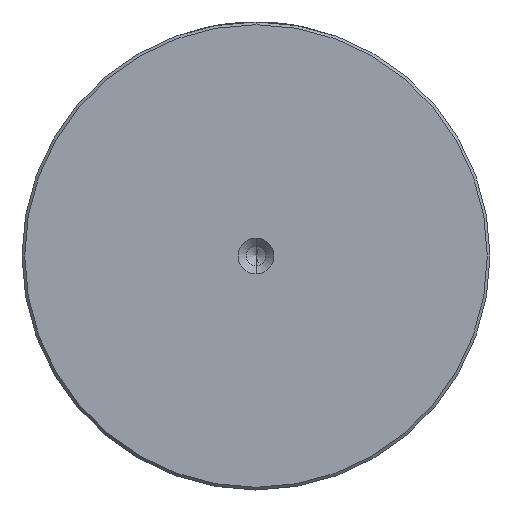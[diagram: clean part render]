
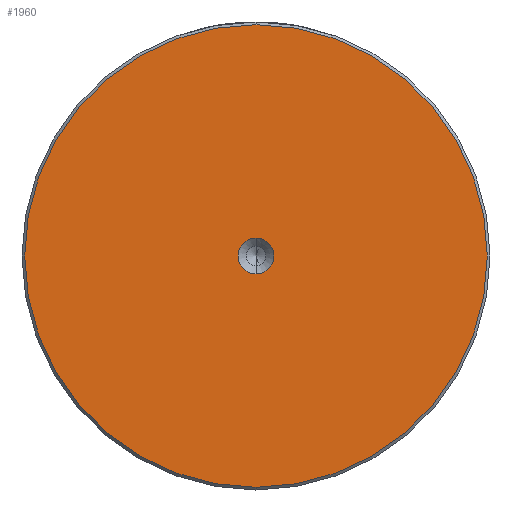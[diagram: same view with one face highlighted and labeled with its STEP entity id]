
A CAD part, left-side view. The second image highlights one B-rep face of the part: STEP entity #1960.
In plain terms, the highlighted planar face has unit normal (-1, 0, 0).
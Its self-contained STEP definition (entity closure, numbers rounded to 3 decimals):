
#4 = EDGE_CURVE ( 'NONE', #1263, #544, #2839, .T. ) ;
#15 = EDGE_LOOP ( 'NONE', ( #2558, #2470 ) ) ;
#237 = CARTESIAN_POINT ( 'NONE',  ( 0., 0., -42.5 ) ) ;
#254 = VERTEX_POINT ( 'NONE', #485 ) ;
#284 = FACE_BOUND ( 'NONE', #2824, .T. ) ;
#387 = AXIS2_PLACEMENT_3D ( 'NONE', #595, #2935, #1415 ) ;
#473 = ORIENTED_EDGE ( 'NONE', *, *, #877, .F. ) ;
#485 = CARTESIAN_POINT ( 'NONE',  ( 0., 0., 3.3 ) ) ;
#544 = VERTEX_POINT ( 'NONE', #237 ) ;
#595 = CARTESIAN_POINT ( 'NONE',  ( 0., 0., 0. ) ) ;
#766 = DIRECTION ( 'NONE',  ( 0., 0., 1. ) ) ;
#868 = VERTEX_POINT ( 'NONE', #1834 ) ;
#877 = EDGE_CURVE ( 'NONE', #254, #868, #1905, .T. ) ;
#919 = DIRECTION ( 'NONE',  ( -1., 0., 0. ) ) ;
#944 = ORIENTED_EDGE ( 'NONE', *, *, #2333, .F. ) ;
#1011 = CARTESIAN_POINT ( 'NONE',  ( 0., 0., 0. ) ) ;
#1029 = FACE_OUTER_BOUND ( 'NONE', #15, .T. ) ;
#1145 = CIRCLE ( 'NONE', #2416, 42.5 ) ;
#1169 = DIRECTION ( 'NONE',  ( -1., 0., 0. ) ) ;
#1263 = VERTEX_POINT ( 'NONE', #2938 ) ;
#1364 = CIRCLE ( 'NONE', #1621, 3.3 ) ;
#1415 = DIRECTION ( 'NONE',  ( 0., 0., 1. ) ) ;
#1593 = DIRECTION ( 'NONE',  ( -1., 0., 0. ) ) ;
#1619 = CARTESIAN_POINT ( 'NONE',  ( 0., 0., 0. ) ) ;
#1621 = AXIS2_PLACEMENT_3D ( 'NONE', #1619, #3369, #1870 ) ;
#1834 = CARTESIAN_POINT ( 'NONE',  ( 0., 0., -3.3 ) ) ;
#1870 = DIRECTION ( 'NONE',  ( 0., 0., 1. ) ) ;
#1905 = CIRCLE ( 'NONE', #2262, 3.3 ) ;
#1960 = ADVANCED_FACE ( 'NONE', ( #1029, #284 ), #2921, .T. ) ;
#2262 = AXIS2_PLACEMENT_3D ( 'NONE', #3086, #1593, #3340 ) ;
#2333 = EDGE_CURVE ( 'NONE', #868, #254, #1364, .T. ) ;
#2416 = AXIS2_PLACEMENT_3D ( 'NONE', #2707, #1169, #2964 ) ;
#2470 = ORIENTED_EDGE ( 'NONE', *, *, #4, .T. ) ;
#2558 = ORIENTED_EDGE ( 'NONE', *, *, #2560, .T. ) ;
#2560 = EDGE_CURVE ( 'NONE', #544, #1263, #1145, .T. ) ;
#2707 = CARTESIAN_POINT ( 'NONE',  ( 0., 0., 0. ) ) ;
#2821 = AXIS2_PLACEMENT_3D ( 'NONE', #1011, #919, #766 ) ;
#2824 = EDGE_LOOP ( 'NONE', ( #473, #944 ) ) ;
#2839 = CIRCLE ( 'NONE', #2821, 42.5 ) ;
#2921 = PLANE ( 'NONE',  #387 ) ;
#2935 = DIRECTION ( 'NONE',  ( -1., 0., 0. ) ) ;
#2938 = CARTESIAN_POINT ( 'NONE',  ( 0., 0., 42.5 ) ) ;
#2964 = DIRECTION ( 'NONE',  ( 0., 0., 1. ) ) ;
#3086 = CARTESIAN_POINT ( 'NONE',  ( 0., 0., 0. ) ) ;
#3340 = DIRECTION ( 'NONE',  ( 0., 0., 1. ) ) ;
#3369 = DIRECTION ( 'NONE',  ( -1., 0., 0. ) ) ;
